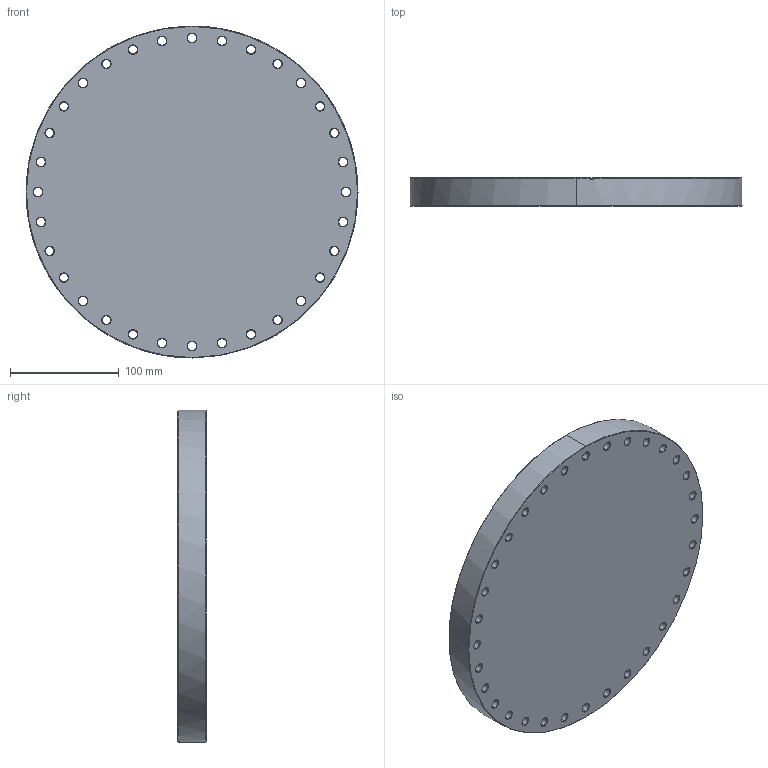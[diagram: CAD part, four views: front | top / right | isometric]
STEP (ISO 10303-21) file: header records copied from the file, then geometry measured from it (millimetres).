
FILE_DESCRIPTION (( 'STEP AP214' ), '1' );
FILE_NAME ('Hositrad_CF250-BT.STEP', '2017-04-26T10:17:26', ( 'Gebruiker' ), ( '' ), 'SwSTEP 2.0', 'SolidWorks 2017', '' );
FILE_SCHEMA (( 'AUTOMOTIVE_DESIGN' ));
Length unit declared in the file: millimetre
Products named in the file (1): Hositrad_CF250-BT
Bounding box: 306 x 26 x 306 mm (x, y, z)
Volume: 1793922.8 mm3; surface area: 191103.9 mm2
Topology: 1 solids, 1 shells, 215 faces, 504 edges, 291 vertices
Faces by surface type: cone 137, cylinder 68, plane 10
Entity records: 6285 total; most frequent: DIRECTION 1213, CARTESIAN_POINT 1023, ORIENTED_EDGE 1008, EDGE_CURVE 504, AXIS2_PLACEMENT_3D 497, VERTEX_POINT 291, CIRCLE 281, EDGE_LOOP 279
